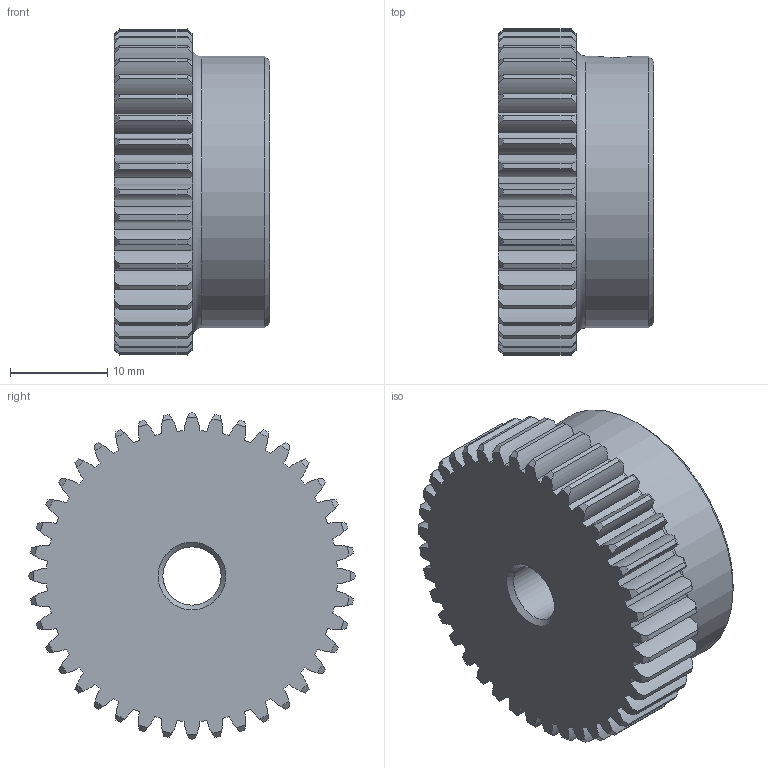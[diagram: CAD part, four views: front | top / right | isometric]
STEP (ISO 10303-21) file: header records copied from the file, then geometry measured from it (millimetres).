
FILE_DESCRIPTION( ( 'STEP AP203' ), '1' );
FILE_NAME( 'SS0.8-40A_On.stp', '2020-08-24T01:22:15', ( 'License CC BY-ND 4.0' ), ( 'CADENAS' ), ' ', 'PARTsolutions', ' ' );
FILE_SCHEMA( ( 'CONFIG_CONTROL_DESIGN' ) );
Length unit declared in the file: millimetre
Products named in the file (1): _SS0.8-40A_On
Bounding box: 16 x 33.6 x 33.6 mm (x, y, z)
Volume: 10734.4 mm3; surface area: 4151 mm2
Topology: 1 solids, 1 shells, 293 faces, 786 edges, 495 vertices
Faces by surface type: cylinder 165, cone 85, plane 42, torus 1
Full cylindrical faces by diameter (mm): 3.242 x1, 6 x1, 28 x1
Entity records: 9538 total; most frequent: CARTESIAN_POINT 2149, DIRECTION 1650, ORIENTED_EDGE 1548, EDGE_CURVE 774, AXIS2_PLACEMENT_3D 745, VERTEX_POINT 492, CIRCLE 451, EDGE_LOOP 306
